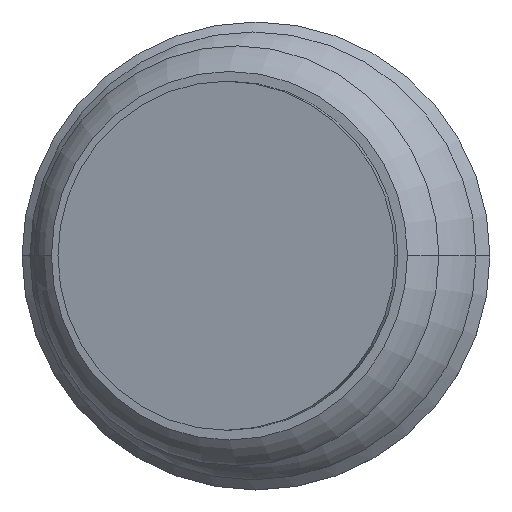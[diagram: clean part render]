
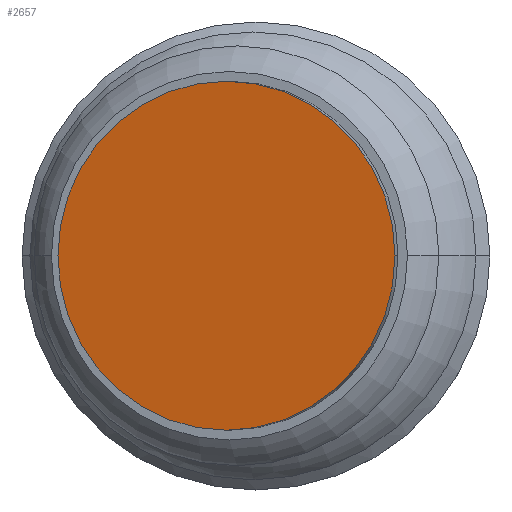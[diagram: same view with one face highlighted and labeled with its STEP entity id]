
A CAD part, top view. The second image highlights one B-rep face of the part: STEP entity #2657.
In plain terms, the highlighted planar face has unit normal (-0.259, 0, 0.966).
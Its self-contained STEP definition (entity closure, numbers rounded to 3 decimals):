
#81 = DIRECTION ( 'NONE',  ( -0.259, 0., 0.966 ) ) ;
#692 = AXIS2_PLACEMENT_3D ( 'NONE', #2528, #4466, #785 ) ;
#758 = DIRECTION ( 'NONE',  ( 0.966, 0., 0.259 ) ) ;
#785 = DIRECTION ( 'NONE',  ( 0.966, 0., 0.259 ) ) ;
#890 = CARTESIAN_POINT ( 'NONE',  ( -10.784, 0., 21.88 ) ) ;
#1386 = PLANE ( 'NONE',  #6453 ) ;
#1534 = EDGE_CURVE ( 'NONE', #4348, #4916, #7754, .T. ) ;
#1576 = EDGE_CURVE ( 'NONE', #4916, #4348, #6782, .T. ) ;
#1603 = CARTESIAN_POINT ( 'NONE',  ( 7.568, 0., 26.797 ) ) ;
#2528 = CARTESIAN_POINT ( 'NONE',  ( -1.608, 0., 24.339 ) ) ;
#2657 = ADVANCED_FACE ( 'NONE', ( #4539 ), #1386, .T. ) ;
#3052 = AXIS2_PLACEMENT_3D ( 'NONE', #3209, #81, #758 ) ;
#3209 = CARTESIAN_POINT ( 'NONE',  ( -1.608, 0., 24.339 ) ) ;
#3387 = DIRECTION ( 'NONE',  ( 0.966, 0., 0.259 ) ) ;
#4348 = VERTEX_POINT ( 'NONE', #890 ) ;
#4466 = DIRECTION ( 'NONE',  ( -0.259, 0., 0.966 ) ) ;
#4539 = FACE_OUTER_BOUND ( 'NONE', #6576, .T. ) ;
#4916 = VERTEX_POINT ( 'NONE', #1603 ) ;
#5729 = CARTESIAN_POINT ( 'NONE',  ( 2.98, 0., 25.568 ) ) ;
#6453 = AXIS2_PLACEMENT_3D ( 'NONE', #5729, #7711, #3387 ) ;
#6576 = EDGE_LOOP ( 'NONE', ( #7017, #6680 ) ) ;
#6680 = ORIENTED_EDGE ( 'NONE', *, *, #1534, .T. ) ;
#6782 = CIRCLE ( 'NONE', #3052, 9.5 ) ;
#7017 = ORIENTED_EDGE ( 'NONE', *, *, #1576, .T. ) ;
#7711 = DIRECTION ( 'NONE',  ( -0.259, 0., 0.966 ) ) ;
#7754 = CIRCLE ( 'NONE', #692, 9.5 ) ;
